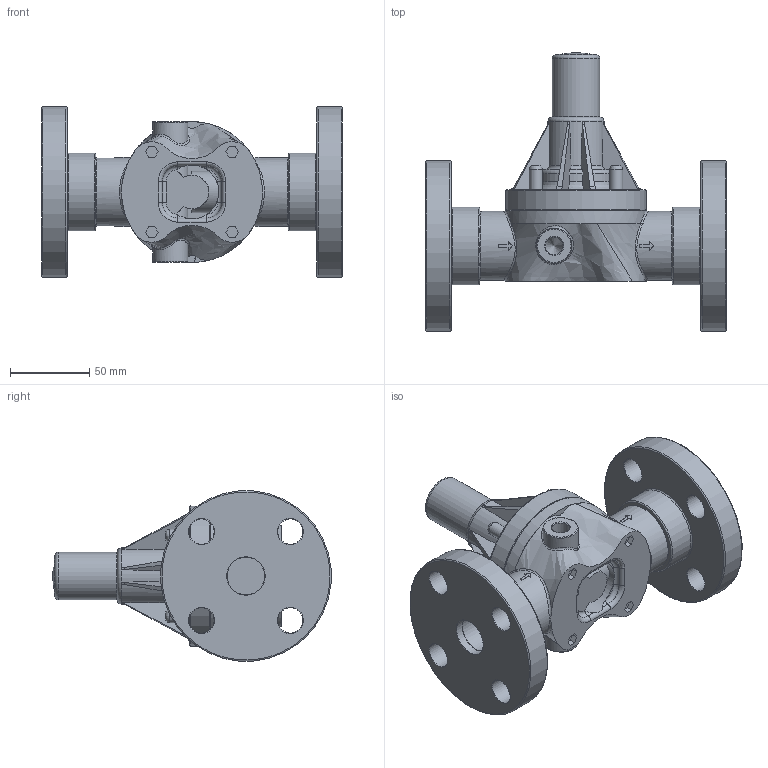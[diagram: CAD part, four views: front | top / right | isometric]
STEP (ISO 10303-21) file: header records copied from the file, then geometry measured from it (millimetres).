
FILE_DESCRIPTION((''),'2;1');
FILE_NAME('ECO-100E-PVC_R0.stp','2017-07-24T14:20:13',('salesdesk5'),(''),'Autodesk Inventor 2009','Autodesk Inventor 2009','');
FILE_SCHEMA(('AUTOMOTIVE_DESIGN { 1 0 10303 214 1 1 1 1 }'));
Length unit declared in the file: inch
Products named in the file (1): ECO-100E-PVC_R0
Bounding box: 189.98 x 175.7 x 107.54 mm (x, y, z)
Volume: 741778.8 mm3; surface area: 133235.8 mm2
Topology: 1 solids, 15 shells, 360 faces, 878 edges, 570 vertices
Faces by surface type: plane 129, cylinder 86, bspline 83, torus 51, cone 11
Full cylindrical faces by diameter (mm): 5.842 x4, 8.382 x4, 11.113 x2, 16.002 x8, 22.225 x2, 23.774 x2, 24.308 x2, 29.972 x1, 33.401 x2, 35.56 x1, 43.586 x2, 49.301 x2, 88.9 x1, 107.95 x2
Entity records: 17221 total; most frequent: CARTESIAN_POINT 9238, ORIENTED_EDGE 1532, DIRECTION 1460, EDGE_CURVE 766, AXIS2_PLACEMENT_3D 597, VERTEX_POINT 549, EDGE_LOOP 493, FACE_OUTER_BOUND 360
